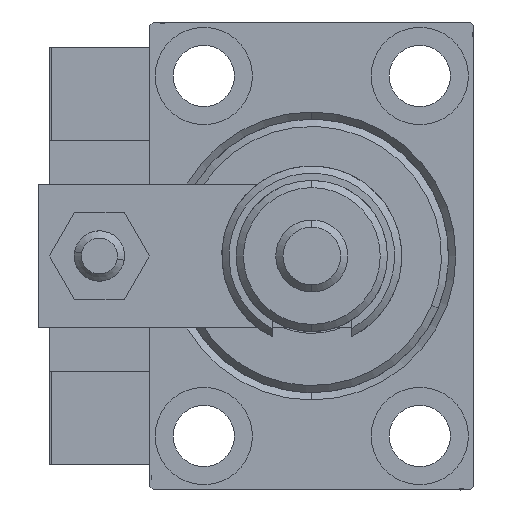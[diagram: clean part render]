
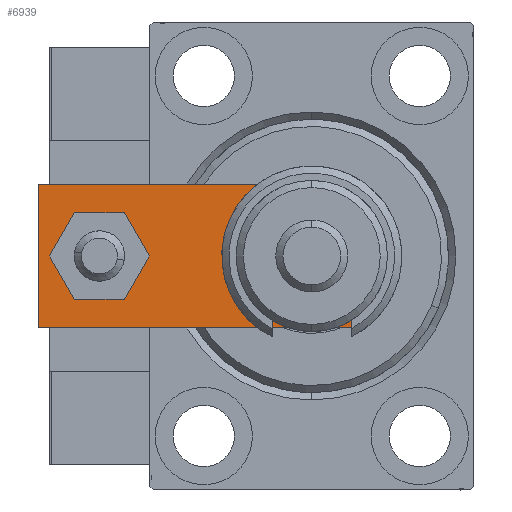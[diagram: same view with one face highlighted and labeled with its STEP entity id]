
A CAD part, left-side view. The second image highlights one B-rep face of the part: STEP entity #6939.
In plain terms, the highlighted face is planar.
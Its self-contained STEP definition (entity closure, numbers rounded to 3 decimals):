
#263 = CARTESIAN_POINT ( 'NONE',  ( 2.88, -2.88, 6. ) ) ;
#484 = ORIENTED_EDGE ( 'NONE', *, *, #34165, .T. ) ;
#733 = LINE ( 'NONE', #33386, #6219 ) ;
#1489 = DIRECTION ( 'NONE',  ( 1., 0., 0. ) ) ;
#1601 = DIRECTION ( 'NONE',  ( -1., 0., 0. ) ) ;
#1735 = DIRECTION ( 'NONE',  ( 0., -1., 0. ) ) ;
#1790 = DIRECTION ( 'NONE',  ( 0., 1., 0. ) ) ;
#2061 = VERTEX_POINT ( 'NONE', #47234 ) ;
#2335 = ORIENTED_EDGE ( 'NONE', *, *, #51523, .T. ) ;
#2959 = VECTOR ( 'NONE', #1735, 1000. ) ;
#3147 = CARTESIAN_POINT ( 'NONE',  ( 0., 39.5, 6. ) ) ;
#3796 = CARTESIAN_POINT ( 'NONE',  ( -10., 48., 6. ) ) ;
#3942 = VERTEX_POINT ( 'NONE', #24732 ) ;
#4169 = LINE ( 'NONE', #50484, #2959 ) ;
#4253 = CARTESIAN_POINT ( 'NONE',  ( 7.25, 10., 6. ) ) ;
#4446 = EDGE_CURVE ( 'NONE', #3942, #25651, #733, .T. ) ;
#4749 = CARTESIAN_POINT ( 'NONE',  ( 10., 48., 6. ) ) ;
#4928 = DIRECTION ( 'NONE',  ( 1., 0., 0. ) ) ;
#5218 = VECTOR ( 'NONE', #48909, 1000. ) ;
#6219 = VECTOR ( 'NONE', #1790, 1000. ) ;
#6284 = FACE_OUTER_BOUND ( 'NONE', #36140, .T. ) ;
#6368 = EDGE_CURVE ( 'NONE', #2061, #36515, #42240, .T. ) ;
#6939 = ADVANCED_FACE ( 'NONE', ( #31166, #6284, #42431 ), #30901, .T. ) ;
#7805 = CIRCLE ( 'NONE', #13840, 4. ) ;
#8931 = VECTOR ( 'NONE', #33720, 1000. ) ;
#8936 = ORIENTED_EDGE ( 'NONE', *, *, #26696, .T. ) ;
#8944 = DIRECTION ( 'NONE',  ( 0., 0., 1. ) ) ;
#9138 = EDGE_CURVE ( 'NONE', #36515, #2061, #42324, .T. ) ;
#9712 = CARTESIAN_POINT ( 'NONE',  ( -4., 39.5, 6. ) ) ;
#10726 = CARTESIAN_POINT ( 'NONE',  ( -10., 4.24, 6. ) ) ;
#11709 = ORIENTED_EDGE ( 'NONE', *, *, #35906, .T. ) ;
#13840 = AXIS2_PLACEMENT_3D ( 'NONE', #3147, #35821, #40074 ) ;
#14907 = AXIS2_PLACEMENT_3D ( 'NONE', #24660, #25175, #37230 ) ;
#15476 = VECTOR ( 'NONE', #1601, 1000. ) ;
#16343 = VERTEX_POINT ( 'NONE', #3796 ) ;
#16623 = CARTESIAN_POINT ( 'NONE',  ( 0., 10., 6. ) ) ;
#18721 = VERTEX_POINT ( 'NONE', #38590 ) ;
#21230 = VERTEX_POINT ( 'NONE', #39133 ) ;
#21524 = LINE ( 'NONE', #29281, #23410 ) ;
#22737 = AXIS2_PLACEMENT_3D ( 'NONE', #24497, #8944, #4928 ) ;
#23072 = VERTEX_POINT ( 'NONE', #10726 ) ;
#23410 = VECTOR ( 'NONE', #33844, 1000. ) ;
#23680 = VERTEX_POINT ( 'NONE', #42171 ) ;
#24306 = EDGE_CURVE ( 'NONE', #23072, #18721, #40080, .T. ) ;
#24497 = CARTESIAN_POINT ( 'NONE',  ( 0., 39.5, 6. ) ) ;
#24660 = CARTESIAN_POINT ( 'NONE',  ( 0., 10., 6. ) ) ;
#24732 = CARTESIAN_POINT ( 'NONE',  ( 10., 4.24, 6. ) ) ;
#25175 = DIRECTION ( 'NONE',  ( 0., 0., 1. ) ) ;
#25651 = VERTEX_POINT ( 'NONE', #4749 ) ;
#26578 = ORIENTED_EDGE ( 'NONE', *, *, #41131, .F. ) ;
#26696 = EDGE_CURVE ( 'NONE', #25651, #16343, #30760, .T. ) ;
#27162 = DIRECTION ( 'NONE',  ( 0., 0., 1. ) ) ;
#27808 = EDGE_CURVE ( 'NONE', #47975, #21230, #7805, .T. ) ;
#29281 = CARTESIAN_POINT ( 'NONE',  ( -10., 0., 6. ) ) ;
#30760 = LINE ( 'NONE', #31021, #15476 ) ;
#30901 = PLANE ( 'NONE',  #48222 ) ;
#31021 = CARTESIAN_POINT ( 'NONE',  ( 10., 48., 6. ) ) ;
#31166 = FACE_BOUND ( 'NONE', #46126, .T. ) ;
#31626 = EDGE_LOOP ( 'NONE', ( #42842, #49789 ) ) ;
#32931 = AXIS2_PLACEMENT_3D ( 'NONE', #16623, #36448, #45506 ) ;
#33386 = CARTESIAN_POINT ( 'NONE',  ( 10., 0., 6. ) ) ;
#33449 = LINE ( 'NONE', #263, #8931 ) ;
#33720 = DIRECTION ( 'NONE',  ( 0.707, 0.707, 0. ) ) ;
#33844 = DIRECTION ( 'NONE',  ( 1., 0., 0. ) ) ;
#34149 = CARTESIAN_POINT ( 'NONE',  ( 0., 0., 6. ) ) ;
#34165 = EDGE_CURVE ( 'NONE', #23680, #3942, #33449, .T. ) ;
#35821 = DIRECTION ( 'NONE',  ( 0., 0., 1. ) ) ;
#35906 = EDGE_CURVE ( 'NONE', #16343, #23072, #4169, .T. ) ;
#36083 = CARTESIAN_POINT ( 'NONE',  ( -2.88, -2.88, 6. ) ) ;
#36140 = EDGE_LOOP ( 'NONE', ( #11709, #44267, #2335, #484, #41766, #8936 ) ) ;
#36448 = DIRECTION ( 'NONE',  ( 0., 0., 1. ) ) ;
#36515 = VERTEX_POINT ( 'NONE', #4253 ) ;
#37230 = DIRECTION ( 'NONE',  ( 1., 0., 0. ) ) ;
#38590 = CARTESIAN_POINT ( 'NONE',  ( -5.76, 0., 6. ) ) ;
#39133 = CARTESIAN_POINT ( 'NONE',  ( 4., 39.5, 6. ) ) ;
#40074 = DIRECTION ( 'NONE',  ( 1., 0., 0. ) ) ;
#40080 = LINE ( 'NONE', #36083, #5218 ) ;
#41131 = EDGE_CURVE ( 'NONE', #21230, #47975, #44947, .T. ) ;
#41766 = ORIENTED_EDGE ( 'NONE', *, *, #4446, .T. ) ;
#42171 = CARTESIAN_POINT ( 'NONE',  ( 5.76, 0., 6. ) ) ;
#42240 = CIRCLE ( 'NONE', #14907, 7.25 ) ;
#42324 = CIRCLE ( 'NONE', #32931, 7.25 ) ;
#42431 = FACE_BOUND ( 'NONE', #31626, .T. ) ;
#42842 = ORIENTED_EDGE ( 'NONE', *, *, #6368, .F. ) ;
#44267 = ORIENTED_EDGE ( 'NONE', *, *, #24306, .T. ) ;
#44947 = CIRCLE ( 'NONE', #22737, 4. ) ;
#45506 = DIRECTION ( 'NONE',  ( 1., 0., 0. ) ) ;
#46126 = EDGE_LOOP ( 'NONE', ( #46726, #26578 ) ) ;
#46726 = ORIENTED_EDGE ( 'NONE', *, *, #27808, .F. ) ;
#47234 = CARTESIAN_POINT ( 'NONE',  ( -7.25, 10., 6. ) ) ;
#47975 = VERTEX_POINT ( 'NONE', #9712 ) ;
#48222 = AXIS2_PLACEMENT_3D ( 'NONE', #34149, #27162, #1489 ) ;
#48909 = DIRECTION ( 'NONE',  ( 0.707, -0.707, 0. ) ) ;
#49789 = ORIENTED_EDGE ( 'NONE', *, *, #9138, .F. ) ;
#50484 = CARTESIAN_POINT ( 'NONE',  ( -10., 48., 6. ) ) ;
#51523 = EDGE_CURVE ( 'NONE', #18721, #23680, #21524, .T. ) ;
